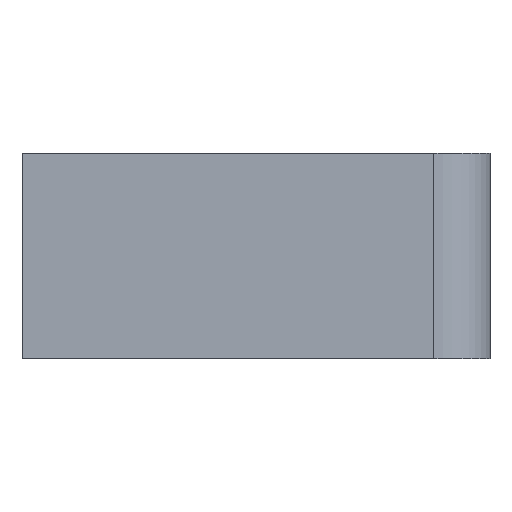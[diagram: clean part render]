
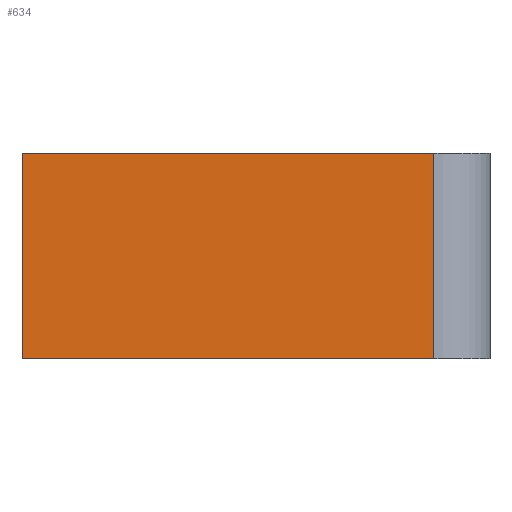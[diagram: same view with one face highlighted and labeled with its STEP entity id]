
A CAD part, front view. The second image highlights one B-rep face of the part: STEP entity #634.
In plain terms, the highlighted planar face has unit normal (0, -1, 0).
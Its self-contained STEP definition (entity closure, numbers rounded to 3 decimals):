
#38 = ORIENTED_EDGE ( 'NONE', *, *, #194, .T. ) ;
#65 = VECTOR ( 'NONE', #220, 1000. ) ;
#76 = ORIENTED_EDGE ( 'NONE', *, *, #129, .T. ) ;
#80 = LINE ( 'NONE', #168, #426 ) ;
#117 = CARTESIAN_POINT ( 'NONE',  ( 0., 0., -0.75 ) ) ;
#119 = DIRECTION ( 'NONE',  ( 1., 0., 0. ) ) ;
#126 = VERTEX_POINT ( 'NONE', #526 ) ;
#129 = EDGE_CURVE ( 'NONE', #387, #154, #292, .T. ) ;
#154 = VERTEX_POINT ( 'NONE', #117 ) ;
#168 = CARTESIAN_POINT ( 'NONE',  ( 0., 0., -0.75 ) ) ;
#193 = VERTEX_POINT ( 'NONE', #416 ) ;
#194 = EDGE_CURVE ( 'NONE', #154, #193, #80, .T. ) ;
#197 = EDGE_CURVE ( 'NONE', #126, #193, #321, .T. ) ;
#213 = CARTESIAN_POINT ( 'NONE',  ( 0., 0., 0.75 ) ) ;
#220 = DIRECTION ( 'NONE',  ( 0., 0., -1. ) ) ;
#236 = DIRECTION ( 'NONE',  ( 1., 0., 0. ) ) ;
#292 = LINE ( 'NONE', #213, #306 ) ;
#305 = DIRECTION ( 'NONE',  ( 0., 1., 0. ) ) ;
#306 = VECTOR ( 'NONE', #528, 1000. ) ;
#321 = LINE ( 'NONE', #468, #65 ) ;
#333 = EDGE_CURVE ( 'NONE', #387, #126, #494, .T. ) ;
#387 = VERTEX_POINT ( 'NONE', #436 ) ;
#404 = PLANE ( 'NONE',  #594 ) ;
#416 = CARTESIAN_POINT ( 'NONE',  ( 3., 0., -0.75 ) ) ;
#426 = VECTOR ( 'NONE', #119, 1000. ) ;
#436 = CARTESIAN_POINT ( 'NONE',  ( 0., 0., 0.75 ) ) ;
#462 = ORIENTED_EDGE ( 'NONE', *, *, #197, .F. ) ;
#468 = CARTESIAN_POINT ( 'NONE',  ( 3., 0., 0.75 ) ) ;
#483 = FACE_OUTER_BOUND ( 'NONE', #546, .T. ) ;
#487 = VECTOR ( 'NONE', #236, 1000. ) ;
#494 = LINE ( 'NONE', #548, #487 ) ;
#495 = DIRECTION ( 'NONE',  ( 0., 0., 1. ) ) ;
#525 = ORIENTED_EDGE ( 'NONE', *, *, #333, .F. ) ;
#526 = CARTESIAN_POINT ( 'NONE',  ( 3., 0., 0.75 ) ) ;
#528 = DIRECTION ( 'NONE',  ( 0., 0., -1. ) ) ;
#546 = EDGE_LOOP ( 'NONE', ( #38, #462, #525, #76 ) ) ;
#548 = CARTESIAN_POINT ( 'NONE',  ( 0., 0., 0.75 ) ) ;
#594 = AXIS2_PLACEMENT_3D ( 'NONE', #599, #305, #495 ) ;
#599 = CARTESIAN_POINT ( 'NONE',  ( 0., 0., 0.75 ) ) ;
#634 = ADVANCED_FACE ( 'NONE', ( #483 ), #404, .F. ) ;
